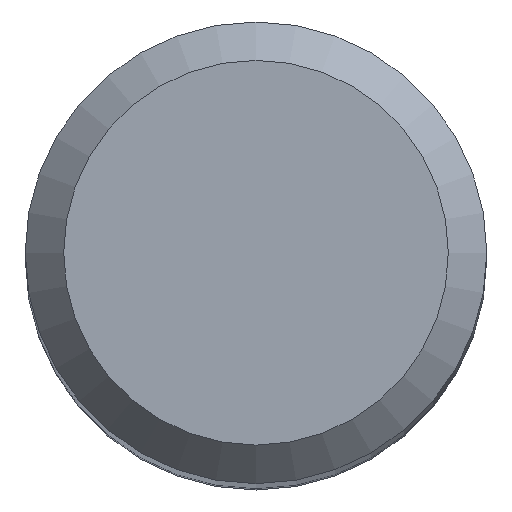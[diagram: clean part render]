
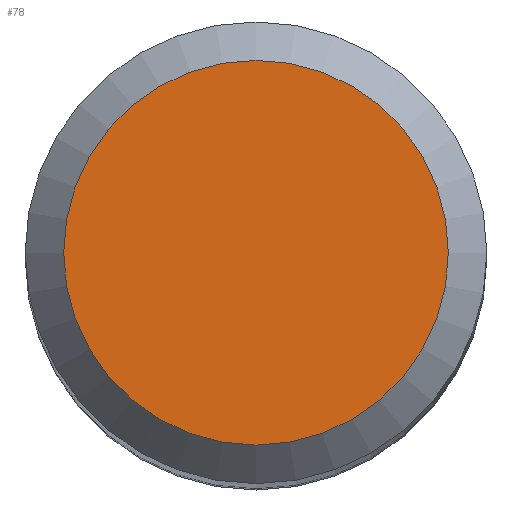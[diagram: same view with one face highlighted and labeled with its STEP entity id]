
A CAD part, top view. The second image highlights one B-rep face of the part: STEP entity #78.
In plain terms, the highlighted planar face has unit normal (0, 0, 1).
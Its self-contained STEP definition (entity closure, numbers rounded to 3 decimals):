
#61=PLANE('',#197);
#66=FACE_OUTER_BOUND('',#117,.T.);
#78=ADVANCED_FACE('',(#66),#61,.T.);
#117=EDGE_LOOP('',(#139));
#139=ORIENTED_EDGE('',*,*,#168,.F.);
#156=VERTEX_POINT('',#302);
#168=EDGE_CURVE('',#156,#156,#179,.T.);
#179=CIRCLE('',#196,2.5);
#196=AXIS2_PLACEMENT_3D('',#301,#231,#232);
#197=AXIS2_PLACEMENT_3D('',#303,#233,#234);
#231=DIRECTION('',(0.,0.,-1.));
#232=DIRECTION('',(-1.,0.,0.));
#233=DIRECTION('',(0.,0.,1.));
#234=DIRECTION('',(-1.,0.,0.));
#301=CARTESIAN_POINT('',(0.,0.,36.));
#302=CARTESIAN_POINT('',(-2.5,0.,36.));
#303=CARTESIAN_POINT('',(2.5,0.,36.));
